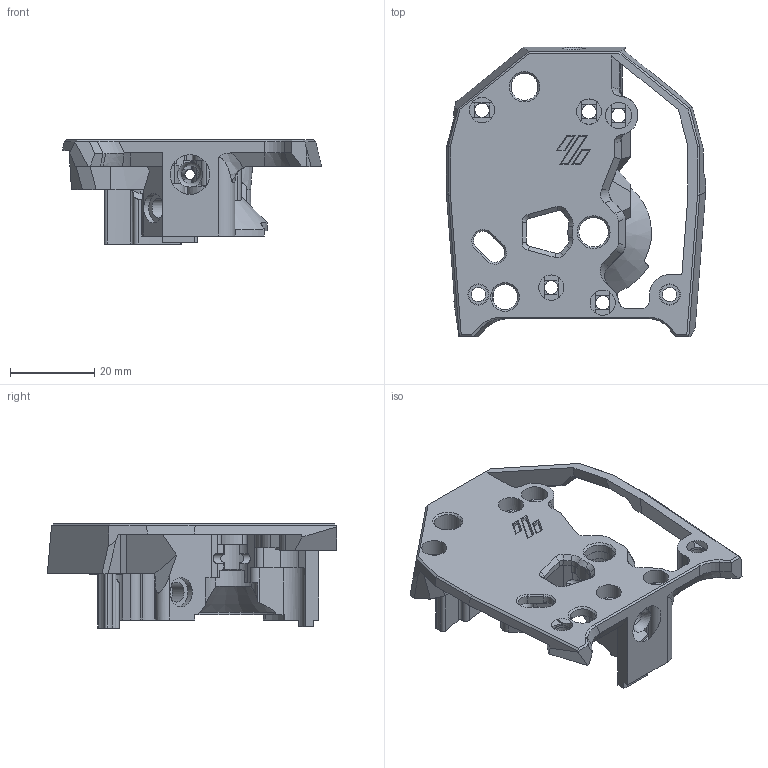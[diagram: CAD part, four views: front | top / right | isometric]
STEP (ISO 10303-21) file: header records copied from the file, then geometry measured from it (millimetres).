
FILE_DESCRIPTION(/* description */ (''),/* implementation_level */ '2;1');
FILE_NAME(/* name */ 'main_body.step',/* time_stamp */ '2023-07-24T15:04:00-04:00',/* author */ (''),/* organization */ (''),/* preprocessor_version */ 'ST-DEVELOPER v19.2',/* originating_system */ 'Autodesk Translation Framework v12.6.0.85',/* authorisation */ '');
FILE_SCHEMA (('AUTOMOTIVE_DESIGN { 1 0 10303 214 3 1 1 }'));
Length unit declared in the file: millimetre
Products named in the file (3): (Unsaved); LDO AB PCB Assembly; Component6
Assembly tree (2 placements, depth 2):
  (Unsaved)
    LDO AB PCB Assembly
    Component6
Bounding box: 61.54 x 68.69 x 24.7 mm (x, y, z)
Volume: 23029 mm3; surface area: 13709.2 mm2
Topology: 1 solids, 1 shells, 441 faces, 1214 edges, 778 vertices
Faces by surface type: plane 247, cylinder 135, cone 29, bspline 28, torus 2
Full cylindrical faces by diameter (mm): 2.4 x2, 2.8 x1, 3.2 x1, 3.4 x6, 4.2 x2, 4.7 x4, 6 x5, 6.248 x1, 6.4 x1, 7 x2, 8.2 x1
Entity records: 15424 total; most frequent: CARTESIAN_POINT 4017, ORIENTED_EDGE 2428, DIRECTION 2336, EDGE_CURVE 1214, AXIS2_PLACEMENT_3D 789, VERTEX_POINT 778, LINE 758, VECTOR 758
